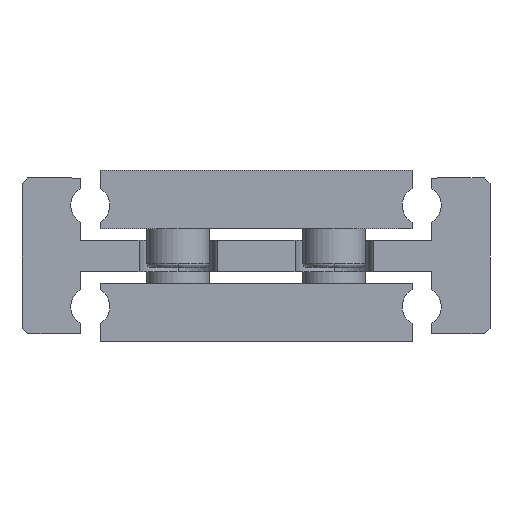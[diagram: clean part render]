
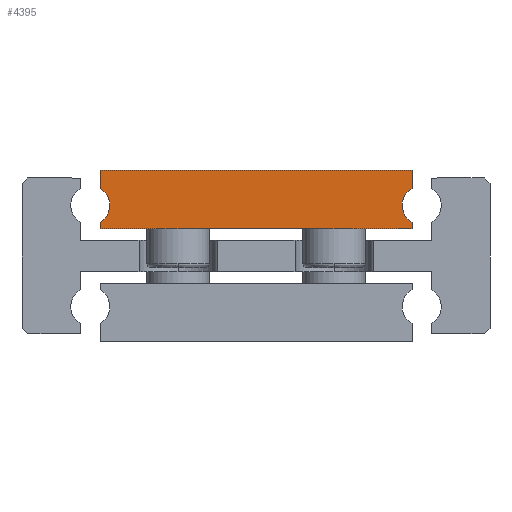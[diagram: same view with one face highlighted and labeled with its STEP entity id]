
A CAD part, front view. The second image highlights one B-rep face of the part: STEP entity #4395.
In plain terms, the highlighted planar face has unit normal (0, -1, 0).
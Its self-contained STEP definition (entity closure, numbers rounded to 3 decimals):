
#2676=CARTESIAN_POINT('',(-37.5,-250.0,2.5));
#2677=VERTEX_POINT('',#2676);
#2686=CARTESIAN_POINT('',(-40.0,-250.0,6.83));
#2687=VERTEX_POINT('',#2686);
#2688=CARTESIAN_POINT('',(-42.5,-250.0,2.5));
#2689=DIRECTION('',(0.0,1.0,0.0));
#2690=DIRECTION('',(1.0,0.0,0.0));
#2691=AXIS2_PLACEMENT_3D('',#2688,#2689,#2690);
#2692=CIRCLE('',#2691,5.0);
#2693=EDGE_CURVE('',#2687,#2677,#2692,.T.);
#2720=CARTESIAN_POINT('',(37.5,-250.0,2.5));
#2721=VERTEX_POINT('',#2720);
#2737=CARTESIAN_POINT('',(40.0,-250.0,6.83));
#2738=VERTEX_POINT('',#2737);
#2745=CARTESIAN_POINT('',(42.5,-250.0,2.5));
#2746=DIRECTION('',(0.0,1.0,0.0));
#2747=DIRECTION('',(1.0,0.0,0.0));
#2748=AXIS2_PLACEMENT_3D('',#2745,#2746,#2747);
#2749=CIRCLE('',#2748,5.0);
#2750=EDGE_CURVE('',#2721,#2738,#2749,.T.);
#3592=CARTESIAN_POINT('',(20.0,-250.0,-3.5));
#3593=VERTEX_POINT('',#3592);
#4084=CARTESIAN_POINT('',(40.0,-250.0,-1.83));
#4085=VERTEX_POINT('',#4084);
#4086=CARTESIAN_POINT('',(42.5,-250.0,2.5));
#4087=DIRECTION('',(0.0,1.0,0.0));
#4088=DIRECTION('',(1.0,0.0,0.0));
#4089=AXIS2_PLACEMENT_3D('',#4086,#4087,#4088);
#4090=CIRCLE('',#4089,5.0);
#4091=EDGE_CURVE('',#4085,#2721,#4090,.T.);
#4126=CARTESIAN_POINT('',(-40.0,-250.0,-1.83));
#4127=VERTEX_POINT('',#4126);
#4134=CARTESIAN_POINT('',(-42.5,-250.0,2.5));
#4135=DIRECTION('',(0.0,1.0,0.0));
#4136=DIRECTION('',(1.0,0.0,0.0));
#4137=AXIS2_PLACEMENT_3D('',#4134,#4135,#4136);
#4138=CIRCLE('',#4137,5.0);
#4139=EDGE_CURVE('',#2677,#4127,#4138,.T.);
#4150=CARTESIAN_POINT('',(40.0,-250.0,-3.5));
#4151=VERTEX_POINT('',#4150);
#4152=CARTESIAN_POINT('',(40.0,-250.0,-1.83));
#4153=DIRECTION('',(0.0,0.0,-1.0));
#4154=VECTOR('',#4153,1.67);
#4155=LINE('',#4152,#4154);
#4156=EDGE_CURVE('',#4085,#4151,#4155,.T.);
#4189=CARTESIAN_POINT('',(40.0,-250.0,11.5));
#4190=VERTEX_POINT('',#4189);
#4197=CARTESIAN_POINT('',(40.0,-250.0,11.5));
#4198=DIRECTION('',(0.0,0.0,-1.0));
#4199=VECTOR('',#4198,4.67);
#4200=LINE('',#4197,#4199);
#4201=EDGE_CURVE('',#4190,#2738,#4200,.T.);
#4255=CARTESIAN_POINT('',(-40.0,-250.0,-3.5));
#4256=VERTEX_POINT('',#4255);
#4263=CARTESIAN_POINT('',(-40.0,-250.0,-3.5));
#4264=DIRECTION('',(0.0,0.0,1.0));
#4265=VECTOR('',#4264,1.67);
#4266=LINE('',#4263,#4265);
#4267=EDGE_CURVE('',#4256,#4127,#4266,.T.);
#4278=CARTESIAN_POINT('',(-40.0,-250.0,11.5));
#4279=VERTEX_POINT('',#4278);
#4280=CARTESIAN_POINT('',(-40.0,-250.0,6.83));
#4281=DIRECTION('',(0.0,0.0,1.0));
#4282=VECTOR('',#4281,4.67);
#4283=LINE('',#4280,#4282);
#4284=EDGE_CURVE('',#2687,#4279,#4283,.T.);
#4303=CARTESIAN_POINT('',(-40.0,-250.0,11.5));
#4304=DIRECTION('',(1.0,0.0,0.0));
#4305=VECTOR('',#4304,80.0);
#4306=LINE('',#4303,#4305);
#4307=EDGE_CURVE('',#4279,#4190,#4306,.T.);
#4359=CARTESIAN_POINT('',(0.0,-250.0,4.));
#4360=DIRECTION('',(0.0,1.0,0.0));
#4361=DIRECTION('',(0.0,0.0,1.0));
#4362=AXIS2_PLACEMENT_3D('',#4359,#4360,#4361);
#4363=PLANE('',#4362);
#4364=ORIENTED_EDGE('',*,*,#4091,.T.);
#4365=ORIENTED_EDGE('',*,*,#2750,.T.);
#4366=ORIENTED_EDGE('',*,*,#4201,.F.);
#4367=ORIENTED_EDGE('',*,*,#4307,.F.);
#4368=ORIENTED_EDGE('',*,*,#4284,.F.);
#4369=ORIENTED_EDGE('',*,*,#2693,.T.);
#4370=ORIENTED_EDGE('',*,*,#4139,.T.);
#4371=ORIENTED_EDGE('',*,*,#4267,.F.);
#4372=CARTESIAN_POINT('',(-20.0,-250.0,-3.5));
#4373=VERTEX_POINT('',#4372);
#4374=CARTESIAN_POINT('',(-20.0,-250.0,-3.5));
#4375=DIRECTION('',(-1.0,0.0,0.0));
#4376=VECTOR('',#4375,20.0);
#4377=LINE('',#4374,#4376);
#4378=EDGE_CURVE('',#4373,#4256,#4377,.T.);
#4379=ORIENTED_EDGE('',*,*,#4378,.F.);
#4380=CARTESIAN_POINT('',(20.0,-250.0,-3.5));
#4381=DIRECTION('',(-1.0,0.0,0.0));
#4382=VECTOR('',#4381,40.0);
#4383=LINE('',#4380,#4382);
#4384=EDGE_CURVE('',#3593,#4373,#4383,.T.);
#4385=ORIENTED_EDGE('',*,*,#4384,.F.);
#4386=CARTESIAN_POINT('',(40.0,-250.0,-3.5));
#4387=DIRECTION('',(-1.0,0.0,0.0));
#4388=VECTOR('',#4387,20.0);
#4389=LINE('',#4386,#4388);
#4390=EDGE_CURVE('',#4151,#3593,#4389,.T.);
#4391=ORIENTED_EDGE('',*,*,#4390,.F.);
#4392=ORIENTED_EDGE('',*,*,#4156,.F.);
#4393=EDGE_LOOP('',(#4364,#4365,#4366,#4367,#4368,#4369,#4370,#4371,#4379,#4385,#4391,#4392));
#4394=FACE_OUTER_BOUND('',#4393,.T.);
#4395=ADVANCED_FACE('',(#4394),#4363,.F.);
